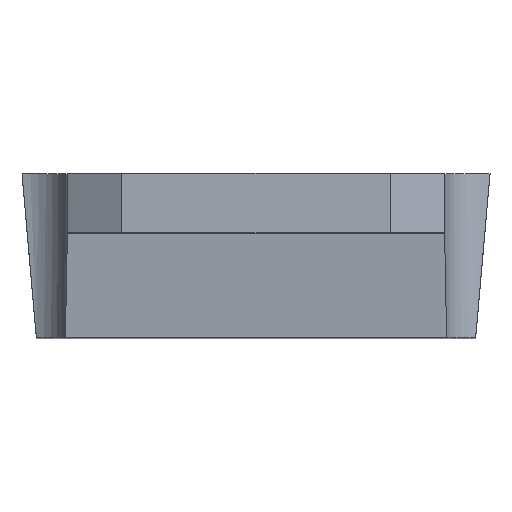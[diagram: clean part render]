
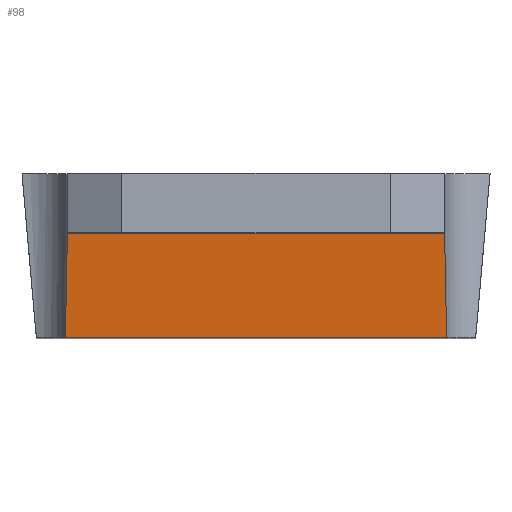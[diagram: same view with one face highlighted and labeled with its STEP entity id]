
A CAD part, top view. The second image highlights one B-rep face of the part: STEP entity #98.
In plain terms, the highlighted planar face has unit normal (0, -0.087, 0.996).
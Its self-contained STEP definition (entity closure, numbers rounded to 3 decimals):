
#98=ADVANCED_FACE('',(#800),#802,.F.);
#800=FACE_BOUND('',#801,.T.);
#801=EDGE_LOOP('',(#1352,#1353,#1354,#1355));
#802=PLANE('',#803);
#803=AXIS2_PLACEMENT_3D('',#804,#805,#806);
#804=CARTESIAN_POINT('',(-3.35,0.45,8.45));
#805=DIRECTION('',(0.,0.087,-0.996));
#806=DIRECTION('',(1.,0.,0.));
#1352=ORIENTED_EDGE('',*,*,#1750,.T.);
#1353=ORIENTED_EDGE('',*,*,#1751,.F.);
#1354=ORIENTED_EDGE('',*,*,#1752,.T.);
#1355=ORIENTED_EDGE('',*,*,#1753,.F.);
#1750=EDGE_CURVE('',#1949,#1950,#1951,.T.);
#1751=EDGE_CURVE('',#1952,#1950,#1953,.T.);
#1752=EDGE_CURVE('',#1952,#1954,#1955,.T.);
#1753=EDGE_CURVE('',#1949,#1954,#1956,.F.);
#1949=VERTEX_POINT('',#2280);
#1950=VERTEX_POINT('',#2281);
#1951=(BOUNDED_CURVE()B_SPLINE_CURVE(3,
(#2282,#2283,#2284,#2285),
.UNSPECIFIED.,.F.,.F.)B_SPLINE_CURVE_WITH_KNOTS((4,4),
(0.,1.),
.UNSPECIFIED.)CURVE()GEOMETRIC_REPRESENTATION_ITEM()RATIONAL_B_SPLINE_CURVE((1.,
0.997,0.997,1.))REPRESENTATION_ITEM(''));
#1952=VERTEX_POINT('',#2286);
#1953=LINE('',#2287,#2288);
#1954=VERTEX_POINT('',#2290);
#1955=(BOUNDED_CURVE()B_SPLINE_CURVE(3,
(#2291,#2292,#2293,#2294),
.UNSPECIFIED.,.F.,.F.)B_SPLINE_CURVE_WITH_KNOTS((4,4),
(0.,1.),
.UNSPECIFIED.)CURVE()GEOMETRIC_REPRESENTATION_ITEM()RATIONAL_B_SPLINE_CURVE((1.,
0.997,0.997,1.))REPRESENTATION_ITEM(''));
#1956=LINE('',#2295,#2296);
#2280=CARTESIAN_POINT('',(-2.7,0.45,8.45));
#2281=CARTESIAN_POINT('',(-2.729,-1.05,8.319));
#2282=CARTESIAN_POINT('',(-2.7,0.45,8.45));
#2283=CARTESIAN_POINT('',(-2.706,-0.059,8.405));
#2284=CARTESIAN_POINT('',(-2.715,-0.56,8.362));
#2285=CARTESIAN_POINT('',(-2.729,-1.05,8.319));
#2286=CARTESIAN_POINT('',(2.729,-1.05,8.319));
#2287=CARTESIAN_POINT('',(2.729,-1.05,8.319));
#2288=VECTOR('',#2289,1.);
#2289=DIRECTION('',(-1.,0.,0.));
#2290=CARTESIAN_POINT('',(2.7,0.45,8.45));
#2291=CARTESIAN_POINT('',(2.729,-1.05,8.319));
#2292=CARTESIAN_POINT('',(2.715,-0.56,8.362));
#2293=CARTESIAN_POINT('',(2.706,-0.059,8.405));
#2294=CARTESIAN_POINT('',(2.7,0.45,8.45));
#2295=CARTESIAN_POINT('',(2.7,0.45,8.45));
#2296=VECTOR('',#2297,1.);
#2297=DIRECTION('',(-1.,0.,0.));
